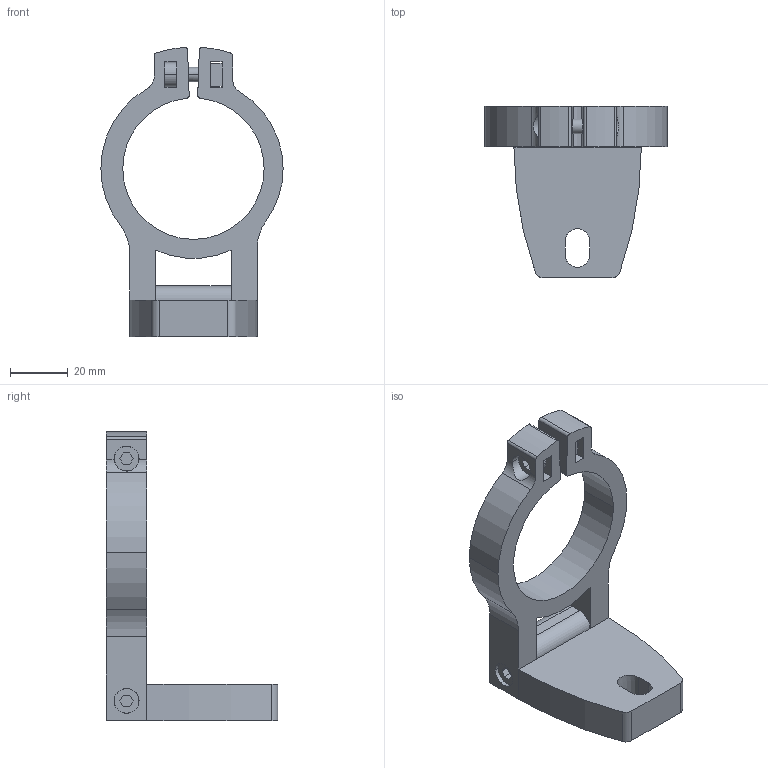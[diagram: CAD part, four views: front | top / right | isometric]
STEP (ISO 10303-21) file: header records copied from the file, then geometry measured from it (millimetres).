
FILE_DESCRIPTION(('VARGEN'),'2;1');
FILE_NAME('2030510.stp','2005-10-10T14:54:47',('SICK AG'),('SICK AG'),'OneSpace Designer STEP processor for AP214 (Solid Model)','OneSpace Designer 13.20A 18-Aug-2005 (C) CoCreate Software GmbH','');
FILE_SCHEMA(('AUTOMOTIVE_DESIGN { 1 0 10303 214 1 1 1 1 }'));
Length unit declared in the file: millimetre
Products named in the file (2): 2030510
Assembly tree (1 placements, depth 2):
  2030510
    2030510
Bounding box: 63 x 59.21 x 99.89 mm (x, y, z)
Volume: 53700.7 mm3; surface area: 18768.2 mm2
Topology: 1 solids, 1 shells, 107 faces, 314 edges, 206 vertices
Faces by surface type: plane 61, cylinder 38, cone 6, bspline 2
Entity records: 4924 total; most frequent: CARTESIAN_POINT 1585, ORIENTED_EDGE 628, DIRECTION 503, EDGE_CURVE 314, VERTEX_POINT 206, VECTOR 191, LINE 191, AXIS2_PLACEMENT_3D 156
